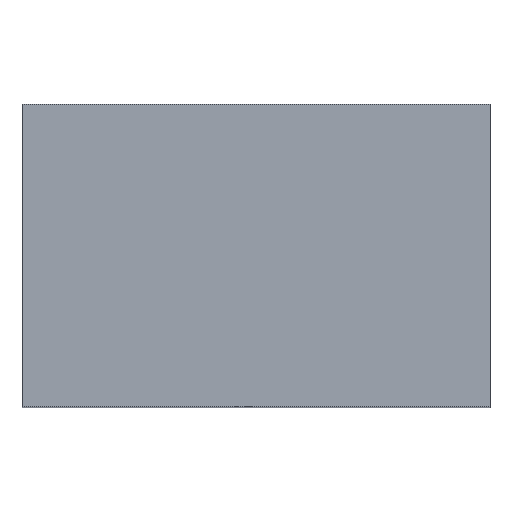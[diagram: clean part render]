
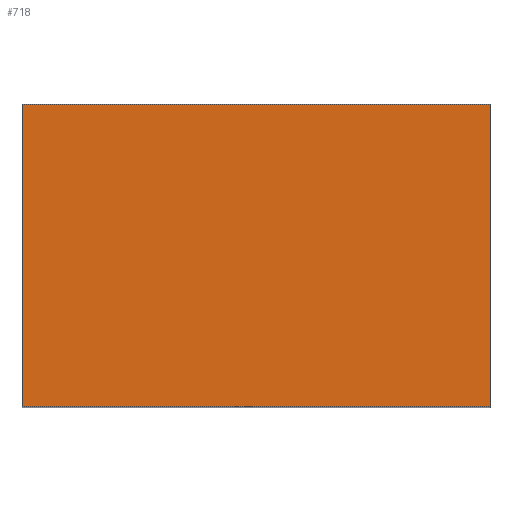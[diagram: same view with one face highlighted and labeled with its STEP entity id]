
A CAD part, top view. The second image highlights one B-rep face of the part: STEP entity #718.
In plain terms, the highlighted planar face has unit normal (0, 0, 1).
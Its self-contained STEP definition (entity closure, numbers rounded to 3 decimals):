
#285 = VERTEX_POINT('',#286);
#286 = CARTESIAN_POINT('',(5.8,3.75,10.2));
#324 = VERTEX_POINT('',#325);
#325 = CARTESIAN_POINT('',(-5.8,3.75,10.2));
#331 = EDGE_CURVE('',#285,#324,#332,.T.);
#332 = LINE('',#333,#334);
#333 = CARTESIAN_POINT('',(-5.8,3.75,10.2));
#334 = VECTOR('',#335,1.);
#335 = DIRECTION('',(-1.,0.,0.));
#416 = VERTEX_POINT('',#417);
#417 = CARTESIAN_POINT('',(5.8,-3.75,10.2));
#423 = EDGE_CURVE('',#416,#424,#426,.T.);
#424 = VERTEX_POINT('',#425);
#425 = CARTESIAN_POINT('',(-5.8,-3.75,10.2));
#426 = LINE('',#427,#428);
#427 = CARTESIAN_POINT('',(-5.8,-3.75,10.2));
#428 = VECTOR('',#429,1.);
#429 = DIRECTION('',(-1.,0.,0.));
#655 = EDGE_CURVE('',#416,#285,#656,.T.);
#656 = LINE('',#657,#658);
#657 = CARTESIAN_POINT('',(5.8,-3.75,10.2));
#658 = VECTOR('',#659,1.);
#659 = DIRECTION('',(0.,1.,0.));
#708 = EDGE_CURVE('',#424,#324,#709,.T.);
#709 = LINE('',#710,#711);
#710 = CARTESIAN_POINT('',(-5.8,-3.75,10.2));
#711 = VECTOR('',#712,1.);
#712 = DIRECTION('',(0.,1.,0.));
#718 = ADVANCED_FACE('',(#719),#725,.F.);
#719 = FACE_BOUND('',#720,.T.);
#720 = EDGE_LOOP('',(#721,#722,#723,#724));
#721 = ORIENTED_EDGE('',*,*,#331,.T.);
#722 = ORIENTED_EDGE('',*,*,#708,.F.);
#723 = ORIENTED_EDGE('',*,*,#423,.F.);
#724 = ORIENTED_EDGE('',*,*,#655,.T.);
#725 = PLANE('',#726);
#726 = AXIS2_PLACEMENT_3D('',#727,#728,#729);
#727 = CARTESIAN_POINT('',(-5.8,-3.75,10.2));
#728 = DIRECTION('',(0.,0.,-1.));
#729 = DIRECTION('',(0.,1.,0.));
